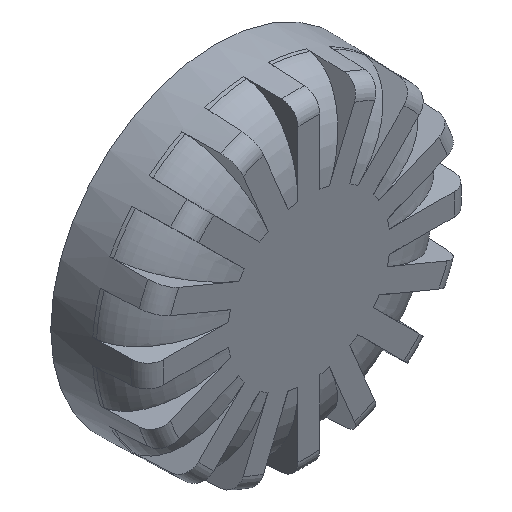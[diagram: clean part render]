
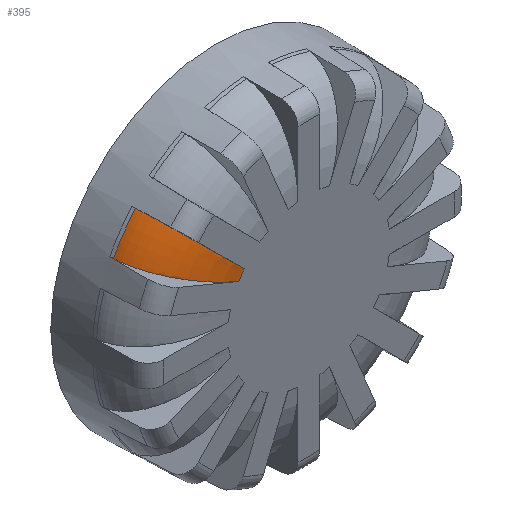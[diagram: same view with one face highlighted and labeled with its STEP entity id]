
A CAD part, isometric view. The second image highlights one B-rep face of the part: STEP entity #395.
In plain terms, the highlighted face is a revolution surface.
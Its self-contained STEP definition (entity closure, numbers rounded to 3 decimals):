
#79=SURFACE_OF_REVOLUTION('',#111,#95);
#95=AXIS1_PLACEMENT('',#3253,#2471);
#111=(
BOUNDED_CURVE()
B_SPLINE_CURVE(3,(#3249,#3250,#3251,#3252),.UNSPECIFIED.,.F.,.F.)
B_SPLINE_CURVE_WITH_KNOTS((4,4),(0.,1.),.UNSPECIFIED.)
CURVE()
GEOMETRIC_REPRESENTATION_ITEM()
RATIONAL_B_SPLINE_CURVE((1.,0.826,0.826,1.))
REPRESENTATION_ITEM('')
);
#155=B_SPLINE_CURVE_WITH_KNOTS('',3,(#3232,#3233,#3234,#3235,#3236,#3237),
 .UNSPECIFIED.,.F.,.F.,(4,2,4),(0.,0.5,1.),.UNSPECIFIED.);
#156=B_SPLINE_CURVE_WITH_KNOTS('',3,(#3241,#3242,#3243,#3244,#3245,#3246,
#3247,#3248),.UNSPECIFIED.,.F.,.F.,(4,2,2,4),(0.,0.25,0.5,
1.),.UNSPECIFIED.);
#307=CIRCLE('',#2173,14.845);
#308=CIRCLE('',#2174,7.378);
#395=ADVANCED_FACE('',(#559),#79,.T.);
#559=FACE_OUTER_BOUND('',#671,.T.);
#671=EDGE_LOOP('',(#886,#887,#888,#889));
#886=ORIENTED_EDGE('',*,*,#1736,.T.);
#887=ORIENTED_EDGE('',*,*,#1737,.F.);
#888=ORIENTED_EDGE('',*,*,#1738,.T.);
#889=ORIENTED_EDGE('',*,*,#1739,.F.);
#1502=VERTEX_POINT('',#3230);
#1503=VERTEX_POINT('',#3231);
#1504=VERTEX_POINT('',#3238);
#1505=VERTEX_POINT('',#3240);
#1736=EDGE_CURVE('',#1502,#1503,#307,.T.);
#1737=EDGE_CURVE('',#1504,#1503,#155,.T.);
#1738=EDGE_CURVE('',#1504,#1505,#308,.T.);
#1739=EDGE_CURVE('',#1502,#1505,#156,.T.);
#2173=AXIS2_PLACEMENT_3D('',#3229,#2467,#2468);
#2174=AXIS2_PLACEMENT_3D('',#3239,#2469,#2470);
#2467=DIRECTION('',(0.,-1.,0.));
#2468=DIRECTION('',(0.,0.,1.));
#2469=DIRECTION('',(0.,1.,0.));
#2470=DIRECTION('',(0.,0.,1.));
#2471=DIRECTION('',(0.,1.,0.));
#3229=CARTESIAN_POINT('',(70.5,-149.769,473.));
#3230=CARTESIAN_POINT('',(59.242,-149.769,482.676));
#3231=CARTESIAN_POINT('',(57.252,-149.769,479.698));
#3232=CARTESIAN_POINT('',(64.129,-154.3,476.721));
#3233=CARTESIAN_POINT('',(62.666,-154.3,477.327));
#3234=CARTESIAN_POINT('',(61.208,-153.988,477.94));
#3235=CARTESIAN_POINT('',(58.635,-152.57,479.046));
#3236=CARTESIAN_POINT('',(57.441,-151.353,479.575));
#3237=CARTESIAN_POINT('',(57.252,-149.769,479.698));
#3238=CARTESIAN_POINT('',(64.129,-154.3,476.721));
#3239=CARTESIAN_POINT('',(70.5,-154.3,473.));
#3240=CARTESIAN_POINT('',(64.624,-154.3,477.462));
#3241=CARTESIAN_POINT('',(59.242,-149.769,482.676));
#3242=CARTESIAN_POINT('',(59.335,-150.562,482.612));
#3243=CARTESIAN_POINT('',(59.626,-151.281,482.348));
#3244=CARTESIAN_POINT('',(60.394,-152.456,481.624));
#3245=CARTESIAN_POINT('',(60.866,-152.917,481.169));
#3246=CARTESIAN_POINT('',(62.382,-153.99,479.693));
#3247=CARTESIAN_POINT('',(63.503,-154.3,478.582));
#3248=CARTESIAN_POINT('',(64.624,-154.3,477.462));
#3249=CARTESIAN_POINT('',(70.5,-154.3,480.378));
#3250=CARTESIAN_POINT('',(70.5,-154.3,484.451));
#3251=CARTESIAN_POINT('',(70.5,-152.472,487.463));
#3252=CARTESIAN_POINT('',(70.5,-149.769,487.845));
#3253=CARTESIAN_POINT('',(70.5,-149.3,473.));
